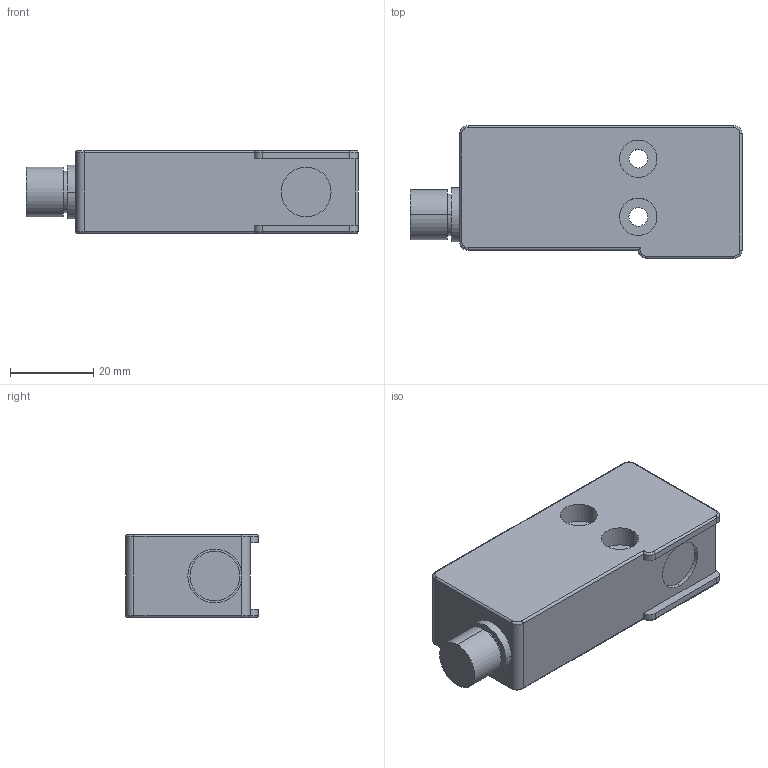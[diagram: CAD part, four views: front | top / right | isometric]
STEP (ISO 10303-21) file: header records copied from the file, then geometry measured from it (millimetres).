
FILE_DESCRIPTION((''),'2;1');
FILE_NAME('SLA5S_R_92_F300089A','2006-01-03T',('Pepperl+Fuchs'),('Industriehansa'),'PRO/ENGINEER BY PARAMETRIC TECHNOLOGY CORPORATION, 2005290','PRO/ENGINEER BY PARAMETRIC TECHNOLOGY CORPORATION, 2005290','');
FILE_SCHEMA(('AUTOMOTIVE_DESIGN_CC2 { 1 2 10303 214 -1 1 5 2 }'));
Length unit declared in the file: millimetre
Products named in the file (1): SLA5S_R_92_F300089A
Bounding box: 80 x 32 x 20 mm (x, y, z)
Volume: 40578.2 mm3; surface area: 9401.9 mm2
Topology: 1 solids, 1 shells, 66 faces, 166 edges, 125 vertices
Faces by surface type: cylinder 38, plane 18, torus 10
Entity records: 2659 total; most frequent: DIRECTION 381, CARTESIAN_POINT 343, ORIENTED_EDGE 298, PRESENTATION_STYLE_ASSIGNMENT 178, STYLED_ITEM 172, CURVE_STYLE 167, AXIS2_PLACEMENT_3D 151, EDGE_CURVE 149
